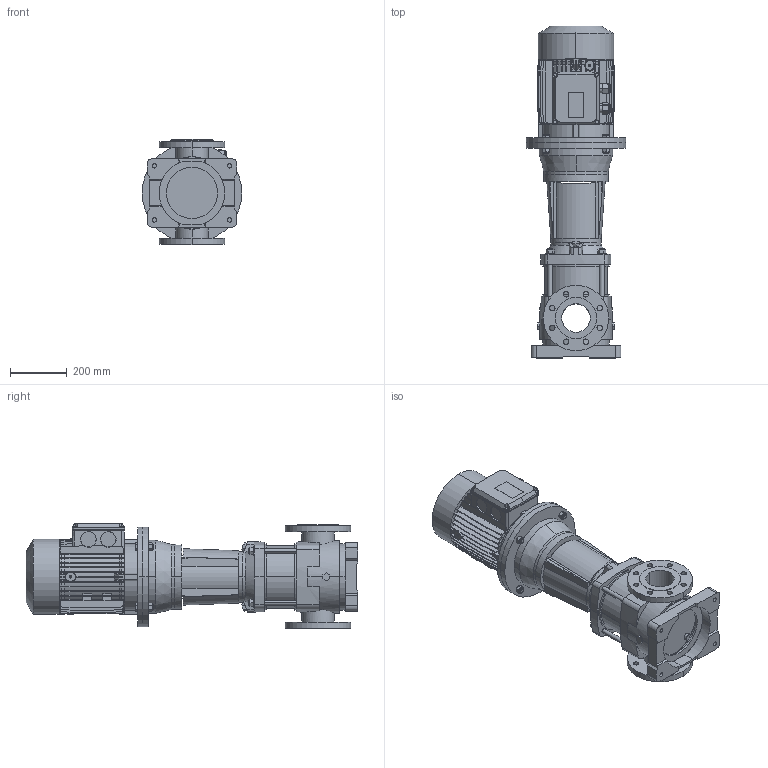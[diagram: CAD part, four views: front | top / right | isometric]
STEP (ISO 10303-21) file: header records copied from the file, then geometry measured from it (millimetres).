
FILE_DESCRIPTION (( 'STEP AP203' ), '1' );
FILE_NAME ('4.93.632.22swa00.step', '2023-04-28T10:27:49', ( '' ), ( '' ), 'SwSTEP 2.0', 'SolidWorks 2020', '' );
FILE_SCHEMA (( 'CONFIG_CONTROL_DESIGN' ));
Length unit declared in the file: millimetre
Products named in the file (7): MXV 100-6502-60A 4.93.631.18^4.93.632.22swa00; 10007572swp02_132S-R3 ANONIMO; Copia di Coperchio MXV 100^4.93.632.22swa00_Default<A macchina>; 10007670swn00_M32x1.5; 10007576swa02_M132S ANONIMO; 4.93.632.22swa00; 10007568swp00_M132 B5-De350
Assembly tree (7 placements, depth 3):
  4.93.632.22swa00
    MXV 100-6502-60A 4.93.631.18^4.93.632.22swa00
    Copia di Coperchio MXV 100^4.93.632.22swa00_Default<A macchina>
    10007576swa02_M132S ANONIMO
      10007568swp00_M132 B5-De350
      10007572swp02_132S-R3 ANONIMO
      10007670swn00_M32x1.5  x2
Bounding box: 350 x 1166 x 371.5 mm (x, y, z)
Volume: 34193259.9 mm3; surface area: 3069176.1 mm2
Topology: 36 solids, 36 shells, 1765 faces, 4564 edges, 2966 vertices
Faces by surface type: plane 1034, cylinder 422, cone 248, bspline 57, torus 4
Entity records: 57844 total; most frequent: CARTESIAN_POINT 16436, ORIENTED_EDGE 8762, DIRECTION 7903, EDGE_CURVE 4381, VERTEX_POINT 2868, AXIS2_PLACEMENT_3D 2656, VECTOR 2591, LINE 2591
